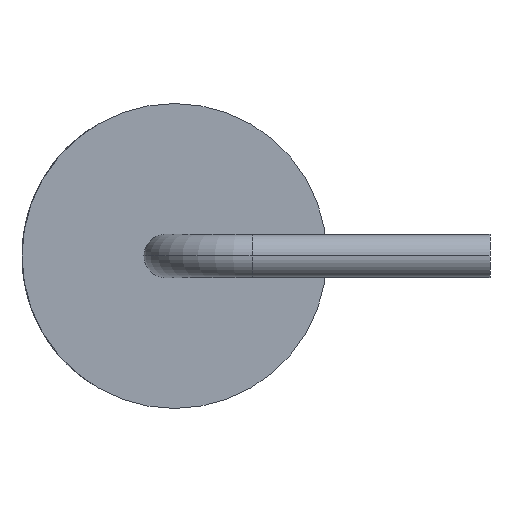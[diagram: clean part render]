
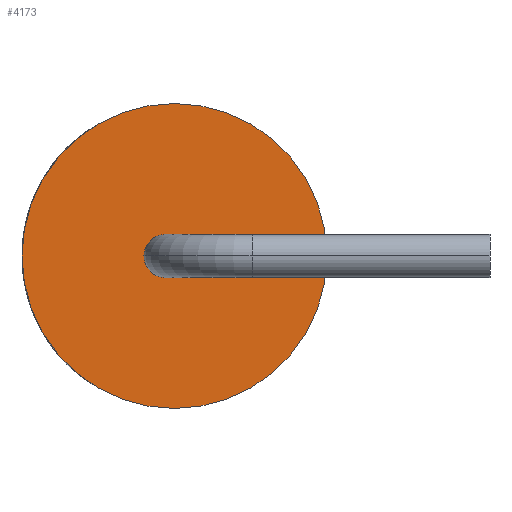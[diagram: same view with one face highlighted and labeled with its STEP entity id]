
A CAD part, left-side view. The second image highlights one B-rep face of the part: STEP entity #4173.
In plain terms, the highlighted planar face has unit normal (-1, 0, 0).
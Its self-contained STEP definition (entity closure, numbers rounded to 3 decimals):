
#105 = CARTESIAN_POINT ( 'NONE',  ( 3.955, 6.3, 0. ) ) ;
#185 = AXIS2_PLACEMENT_3D ( 'NONE', #3840, #1847, #4255 ) ;
#432 = CARTESIAN_POINT ( 'NONE',  ( 3.955, 6.55, 0. ) ) ;
#788 = DIRECTION ( 'NONE',  ( -1., 0., 0. ) ) ;
#791 = VERTEX_POINT ( 'NONE', #2567 ) ;
#850 = FACE_BOUND ( 'NONE', #1483, .T. ) ;
#1069 = CIRCLE ( 'NONE', #4769, 0.61 ) ;
#1262 = VERTEX_POINT ( 'NONE', #3233 ) ;
#1317 = EDGE_CURVE ( 'NONE', #791, #1262, #1069, .T. ) ;
#1357 = ORIENTED_EDGE ( 'NONE', *, *, #4308, .F. ) ;
#1483 = EDGE_LOOP ( 'NONE', ( #4293, #3913 ) ) ;
#1709 = PLANE ( 'NONE',  #4730 ) ;
#1844 = AXIS2_PLACEMENT_3D ( 'NONE', #432, #788, #4853 ) ;
#1847 = DIRECTION ( 'NONE',  ( 1., 0., 0. ) ) ;
#1924 = CIRCLE ( 'NONE', #1844, 0.61 ) ;
#2096 = EDGE_CURVE ( 'NONE', #4954, #4184, #4036, .T. ) ;
#2287 = CIRCLE ( 'NONE', #185, 4.3 ) ;
#2391 = CARTESIAN_POINT ( 'NONE',  ( 3.955, 6.3, -4.3 ) ) ;
#2420 = DIRECTION ( 'NONE',  ( 1., 0., 0. ) ) ;
#2465 = FACE_OUTER_BOUND ( 'NONE', #3492, .T. ) ;
#2567 = CARTESIAN_POINT ( 'NONE',  ( 3.955, 7.16, 0. ) ) ;
#2858 = CARTESIAN_POINT ( 'NONE',  ( 3.955, 6.55, 0. ) ) ;
#2867 = CARTESIAN_POINT ( 'NONE',  ( 3.955, 6.3, 0. ) ) ;
#3215 = DIRECTION ( 'NONE',  ( -1., 0., 0. ) ) ;
#3233 = CARTESIAN_POINT ( 'NONE',  ( 3.955, 5.94, 0. ) ) ;
#3290 = DIRECTION ( 'NONE',  ( 0., 0., -1. ) ) ;
#3375 = EDGE_CURVE ( 'NONE', #1262, #791, #1924, .T. ) ;
#3492 = EDGE_LOOP ( 'NONE', ( #1357, #5179 ) ) ;
#3736 = CARTESIAN_POINT ( 'NONE',  ( 3.955, 6.3, 4.3 ) ) ;
#3840 = CARTESIAN_POINT ( 'NONE',  ( 3.955, 6.3, 0. ) ) ;
#3913 = ORIENTED_EDGE ( 'NONE', *, *, #1317, .F. ) ;
#4036 = CIRCLE ( 'NONE', #4610, 4.3 ) ;
#4173 = ADVANCED_FACE ( 'NONE', ( #850, #2465 ), #1709, .F. ) ;
#4184 = VERTEX_POINT ( 'NONE', #3736 ) ;
#4255 = DIRECTION ( 'NONE',  ( 0., 0., -1. ) ) ;
#4293 = ORIENTED_EDGE ( 'NONE', *, *, #3375, .F. ) ;
#4308 = EDGE_CURVE ( 'NONE', #4184, #4954, #2287, .T. ) ;
#4445 = DIRECTION ( 'NONE',  ( 0., 0., -1. ) ) ;
#4458 = DIRECTION ( 'NONE',  ( 0., 0., -1. ) ) ;
#4497 = DIRECTION ( 'NONE',  ( 1., 0., 0. ) ) ;
#4610 = AXIS2_PLACEMENT_3D ( 'NONE', #105, #2420, #4445 ) ;
#4730 = AXIS2_PLACEMENT_3D ( 'NONE', #2867, #4497, #3290 ) ;
#4769 = AXIS2_PLACEMENT_3D ( 'NONE', #2858, #3215, #4458 ) ;
#4853 = DIRECTION ( 'NONE',  ( 0., 0., -1. ) ) ;
#4954 = VERTEX_POINT ( 'NONE', #2391 ) ;
#5179 = ORIENTED_EDGE ( 'NONE', *, *, #2096, .F. ) ;
